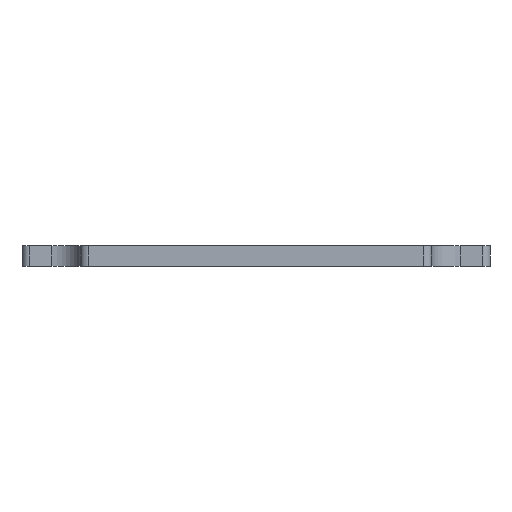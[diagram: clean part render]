
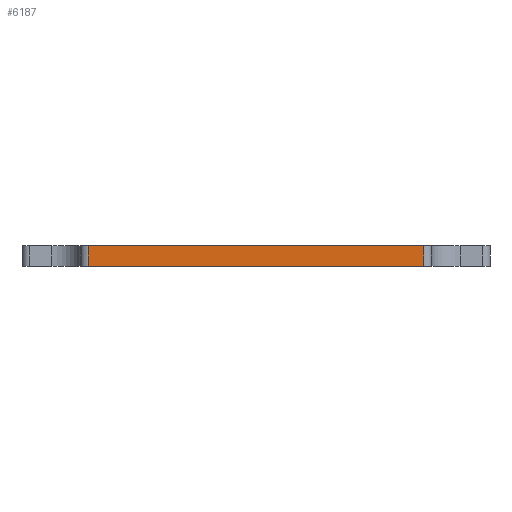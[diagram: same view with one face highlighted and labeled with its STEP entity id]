
A CAD part, left-side view. The second image highlights one B-rep face of the part: STEP entity #6187.
In plain terms, the highlighted planar face has unit normal (-1, 0, 0).
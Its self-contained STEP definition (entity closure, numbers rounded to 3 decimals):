
#557 = VERTEX_POINT ( 'NONE', #4802 ) ;
#633 = CARTESIAN_POINT ( 'NONE',  ( 0., 154.5, 8. ) ) ;
#637 = VECTOR ( 'NONE', #1901, 1000. ) ;
#839 = DIRECTION ( 'NONE',  ( 0., 0., 1. ) ) ;
#847 = EDGE_CURVE ( 'NONE', #4274, #557, #1000, .T. ) ;
#1000 = LINE ( 'NONE', #3850, #2375 ) ;
#1715 = CARTESIAN_POINT ( 'NONE',  ( 0., 0., 8. ) ) ;
#1852 = ORIENTED_EDGE ( 'NONE', *, *, #5767, .T. ) ;
#1901 = DIRECTION ( 'NONE',  ( 0., 0., -1. ) ) ;
#1950 = VERTEX_POINT ( 'NONE', #7450 ) ;
#1997 = DIRECTION ( 'NONE',  ( 0., -1., 0. ) ) ;
#2201 = LINE ( 'NONE', #4202, #637 ) ;
#2375 = VECTOR ( 'NONE', #4431, 1000. ) ;
#2574 = CARTESIAN_POINT ( 'NONE',  ( 0., 0., 0. ) ) ;
#2581 = LINE ( 'NONE', #4898, #7417 ) ;
#2717 = ORIENTED_EDGE ( 'NONE', *, *, #6513, .T. ) ;
#2909 = DIRECTION ( 'NONE',  ( 1., 0., 0. ) ) ;
#3059 = ORIENTED_EDGE ( 'NONE', *, *, #847, .F. ) ;
#3850 = CARTESIAN_POINT ( 'NONE',  ( 0., 0., 8. ) ) ;
#3868 = EDGE_CURVE ( 'NONE', #1950, #557, #2581, .T. ) ;
#4202 = CARTESIAN_POINT ( 'NONE',  ( 0., 154.5, 8. ) ) ;
#4274 = VERTEX_POINT ( 'NONE', #633 ) ;
#4362 = VERTEX_POINT ( 'NONE', #6575 ) ;
#4431 = DIRECTION ( 'NONE',  ( 0., -1., 0. ) ) ;
#4802 = CARTESIAN_POINT ( 'NONE',  ( 0., 25.5, 8. ) ) ;
#4898 = CARTESIAN_POINT ( 'NONE',  ( 0., 25.5, 8. ) ) ;
#5167 = VECTOR ( 'NONE', #1997, 1000. ) ;
#5204 = PLANE ( 'NONE',  #6690 ) ;
#5443 = FACE_OUTER_BOUND ( 'NONE', #5832, .T. ) ;
#5767 = EDGE_CURVE ( 'NONE', #4274, #4362, #2201, .T. ) ;
#5832 = EDGE_LOOP ( 'NONE', ( #2717, #6625, #3059, #1852 ) ) ;
#6187 = ADVANCED_FACE ( 'NONE', ( #5443 ), #5204, .F. ) ;
#6513 = EDGE_CURVE ( 'NONE', #4362, #1950, #7109, .T. ) ;
#6575 = CARTESIAN_POINT ( 'NONE',  ( 0., 154.5, 0. ) ) ;
#6625 = ORIENTED_EDGE ( 'NONE', *, *, #3868, .T. ) ;
#6690 = AXIS2_PLACEMENT_3D ( 'NONE', #1715, #2909, #6984 ) ;
#6984 = DIRECTION ( 'NONE',  ( 0., 0., -1. ) ) ;
#7109 = LINE ( 'NONE', #2574, #5167 ) ;
#7417 = VECTOR ( 'NONE', #839, 1000. ) ;
#7450 = CARTESIAN_POINT ( 'NONE',  ( 0., 25.5, 0. ) ) ;
